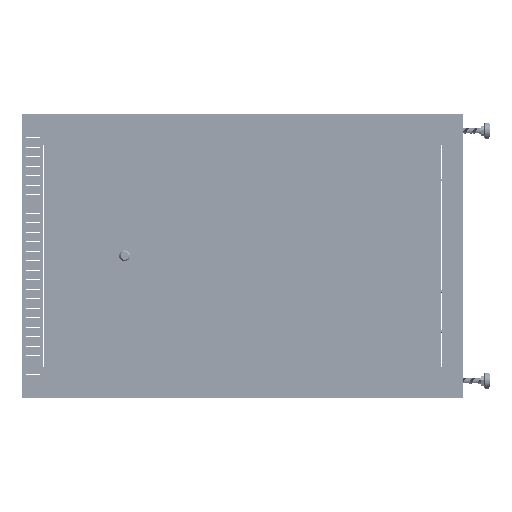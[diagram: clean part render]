
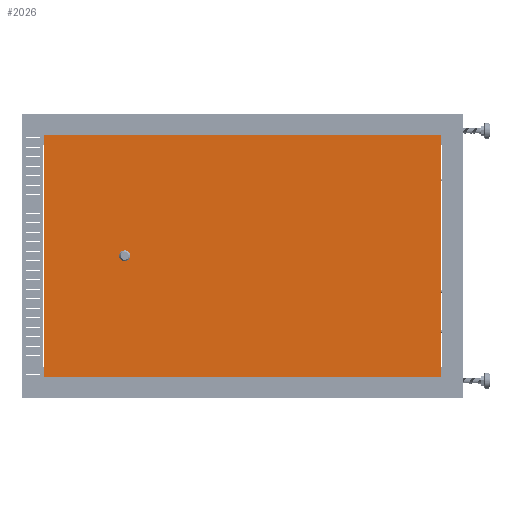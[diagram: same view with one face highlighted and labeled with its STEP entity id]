
A CAD part, left-side view. The second image highlights one B-rep face of the part: STEP entity #2026.
In plain terms, the highlighted face is planar.
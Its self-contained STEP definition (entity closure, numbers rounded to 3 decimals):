
#1004 = CARTESIAN_POINT ( 'NONE',  ( 11.5, 249.5, 0. ) ) ;
#1587 = DIRECTION ( 'NONE',  ( 1., 0., 0. ) ) ;
#1784 = CARTESIAN_POINT ( 'NONE',  ( -255., -419.5, 0. ) ) ;
#2026 = ADVANCED_FACE ( 'NONE', ( #7052, #34710 ), #52160, .T. ) ;
#2239 = DIRECTION ( 'NONE',  ( 1., 0., 0. ) ) ;
#2328 = CARTESIAN_POINT ( 'NONE',  ( 255., -419.5, 0. ) ) ;
#3331 = VECTOR ( 'NONE', #69185, 1000. ) ;
#3552 = DIRECTION ( 'NONE',  ( 1., 0., 0. ) ) ;
#3610 = VERTEX_POINT ( 'NONE', #1004 ) ;
#7052 = FACE_BOUND ( 'NONE', #14141, .T. ) ;
#8011 = VECTOR ( 'NONE', #52793, 1000. ) ;
#9211 = VERTEX_POINT ( 'NONE', #80705 ) ;
#13365 = CARTESIAN_POINT ( 'NONE',  ( 255., 419.5, 0. ) ) ;
#14056 = CARTESIAN_POINT ( 'NONE',  ( 0., 0., 0. ) ) ;
#14141 = EDGE_LOOP ( 'NONE', ( #21866, #15822 ) ) ;
#15772 = AXIS2_PLACEMENT_3D ( 'NONE', #14056, #28812, #67076 ) ;
#15822 = ORIENTED_EDGE ( 'NONE', *, *, #60964, .F. ) ;
#16032 = ORIENTED_EDGE ( 'NONE', *, *, #70411, .T. ) ;
#18426 = CARTESIAN_POINT ( 'NONE',  ( 255., 419.5, 0. ) ) ;
#20102 = CIRCLE ( 'NONE', #43492, 11.5 ) ;
#21866 = ORIENTED_EDGE ( 'NONE', *, *, #48871, .F. ) ;
#26845 = CIRCLE ( 'NONE', #30990, 11.5 ) ;
#27511 = LINE ( 'NONE', #48143, #3331 ) ;
#28812 = DIRECTION ( 'NONE',  ( 0., 0., 1. ) ) ;
#29298 = CARTESIAN_POINT ( 'NONE',  ( -255., -419.5, 0. ) ) ;
#30990 = AXIS2_PLACEMENT_3D ( 'NONE', #38300, #74878, #1587 ) ;
#34710 = FACE_OUTER_BOUND ( 'NONE', #45450, .T. ) ;
#35588 = DIRECTION ( 'NONE',  ( -1., 0., 0. ) ) ;
#38300 = CARTESIAN_POINT ( 'NONE',  ( 0., 249.5, 0. ) ) ;
#39432 = VECTOR ( 'NONE', #3552, 1000. ) ;
#41848 = VERTEX_POINT ( 'NONE', #18426 ) ;
#43424 = ORIENTED_EDGE ( 'NONE', *, *, #94278, .T. ) ;
#43492 = AXIS2_PLACEMENT_3D ( 'NONE', #47410, #91596, #2239 ) ;
#44033 = EDGE_CURVE ( 'NONE', #48628, #53435, #81119, .T. ) ;
#45450 = EDGE_LOOP ( 'NONE', ( #16032, #81494, #43424, #80133 ) ) ;
#45854 = EDGE_CURVE ( 'NONE', #41848, #90868, #68285, .T. ) ;
#46550 = CARTESIAN_POINT ( 'NONE',  ( -255., 419.5, 0. ) ) ;
#47307 = LINE ( 'NONE', #1784, #8011 ) ;
#47410 = CARTESIAN_POINT ( 'NONE',  ( 0., 249.5, 0. ) ) ;
#47763 = CARTESIAN_POINT ( 'NONE',  ( 255., -419.5, 0. ) ) ;
#48143 = CARTESIAN_POINT ( 'NONE',  ( 255., -419.5, 0. ) ) ;
#48628 = VERTEX_POINT ( 'NONE', #29298 ) ;
#48871 = EDGE_CURVE ( 'NONE', #3610, #9211, #20102, .T. ) ;
#52160 = PLANE ( 'NONE',  #15772 ) ;
#52793 = DIRECTION ( 'NONE',  ( 0., -1., 0. ) ) ;
#53435 = VERTEX_POINT ( 'NONE', #2328 ) ;
#60964 = EDGE_CURVE ( 'NONE', #9211, #3610, #26845, .T. ) ;
#67076 = DIRECTION ( 'NONE',  ( 1., 0., 0. ) ) ;
#68285 = LINE ( 'NONE', #13365, #83235 ) ;
#69185 = DIRECTION ( 'NONE',  ( 0., 1., 0. ) ) ;
#70411 = EDGE_CURVE ( 'NONE', #90868, #48628, #47307, .T. ) ;
#74878 = DIRECTION ( 'NONE',  ( 0., 0., 1. ) ) ;
#80133 = ORIENTED_EDGE ( 'NONE', *, *, #45854, .T. ) ;
#80705 = CARTESIAN_POINT ( 'NONE',  ( -11.5, 249.5, 0. ) ) ;
#81119 = LINE ( 'NONE', #47763, #39432 ) ;
#81494 = ORIENTED_EDGE ( 'NONE', *, *, #44033, .T. ) ;
#83235 = VECTOR ( 'NONE', #35588, 1000. ) ;
#90868 = VERTEX_POINT ( 'NONE', #46550 ) ;
#91596 = DIRECTION ( 'NONE',  ( 0., 0., 1. ) ) ;
#94278 = EDGE_CURVE ( 'NONE', #53435, #41848, #27511, .T. ) ;
